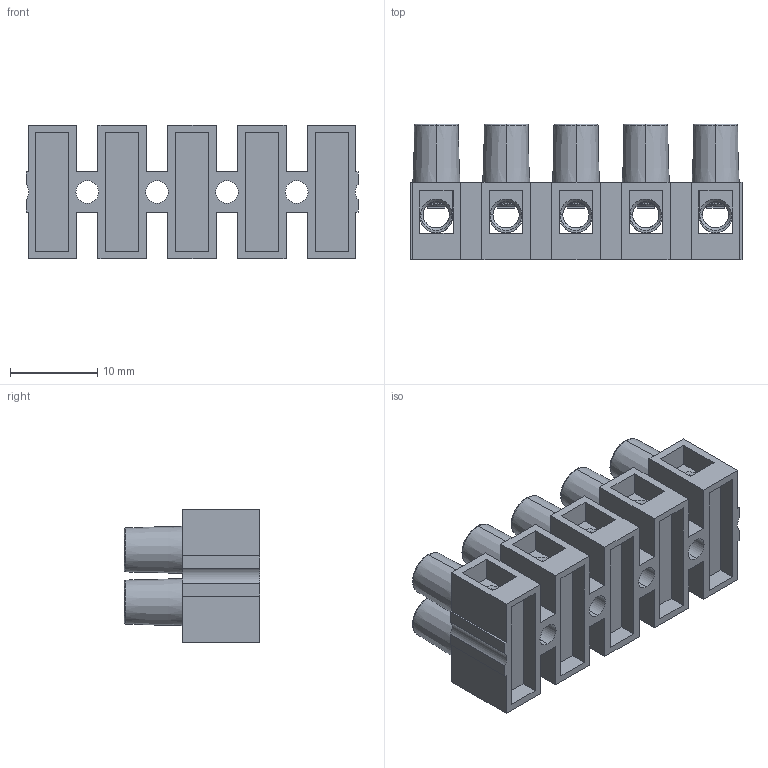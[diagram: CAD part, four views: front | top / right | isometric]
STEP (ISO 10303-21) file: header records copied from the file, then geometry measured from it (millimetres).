
FILE_DESCRIPTION (( 'STEP AP203' ), '1' );
FILE_NAME ('92CS5.STEP', '2023-12-19T15:42:27', ( '' ), ( '' ), 'SwSTEP 2.0', 'SolidWorks 2022', '' );
FILE_SCHEMA (( 'CONFIG_CONTROL_DESIGN' ));
Length unit declared in the file: millimetre
Products named in the file (6): SABUS9200-M092; SABUSCSM092; SM0925; CSM092; 92CS5; SAVMIC35
Assembly tree (18 placements, depth 3):
  92CS5
    SM0925
    SAVMIC35  x10
    SABUSCSM092  x5
      SABUS9200-M092
      CSM092
Bounding box: 38.03 x 15.53 x 15.32 mm (x, y, z)
Volume: 3397.5 mm3; surface area: 8897.6 mm2
Topology: 21 solids, 21 shells, 863 faces, 2298 edges, 1502 vertices
Faces by surface type: cylinder 365, plane 308, torus 80, cone 80, bspline 30
Entity records: 16457 total; most frequent: CARTESIAN_POINT 5160, DIRECTION 2194, ORIENTED_EDGE 2174, EDGE_CURVE 1087, AXIS2_PLACEMENT_3D 836, VERTEX_POINT 706, VECTOR 522, LINE 522
